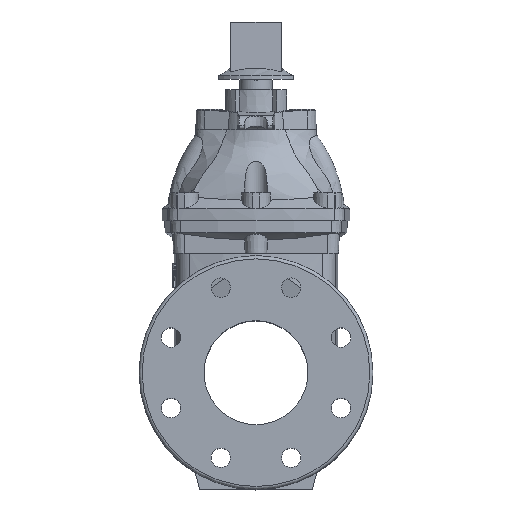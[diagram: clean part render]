
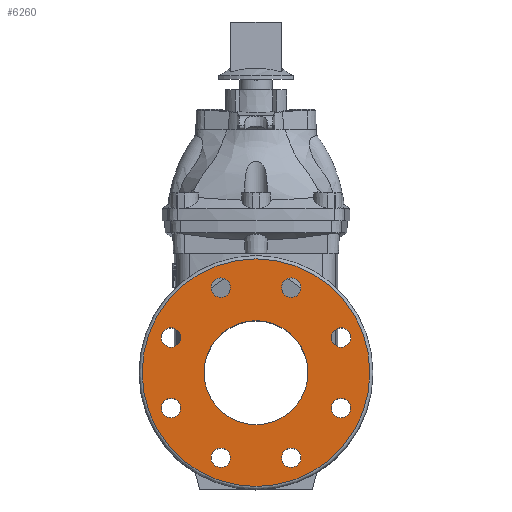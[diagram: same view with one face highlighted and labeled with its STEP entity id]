
A CAD part, top view. The second image highlights one B-rep face of the part: STEP entity #6260.
In plain terms, the highlighted planar face has unit normal (0, 0, 1).
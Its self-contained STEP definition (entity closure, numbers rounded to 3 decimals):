
#360 = FACE_BOUND ( 'NONE', #3146, .T. ) ;
#361 = FACE_BOUND ( 'NONE', #3161, .T. ) ;
#362 = FACE_BOUND ( 'NONE', #3223, .T. ) ;
#363 = FACE_BOUND ( 'NONE', #3120, .T. ) ;
#364 = FACE_BOUND ( 'NONE', #3052, .T. ) ;
#365 = FACE_BOUND ( 'NONE', #3105, .T. ) ;
#366 = FACE_BOUND ( 'NONE', #3028, .T. ) ;
#367 = FACE_BOUND ( 'NONE', #3095, .T. ) ;
#368 = FACE_OUTER_BOUND ( 'NONE', #2987, .T. ) ;
#369 = FACE_BOUND ( 'NONE', #3074, .T. ) ;
#646 = VERTEX_POINT ( 'NONE', #1512 ) ;
#648 = VERTEX_POINT ( 'NONE', #1514 ) ;
#650 = VERTEX_POINT ( 'NONE', #1516 ) ;
#652 = VERTEX_POINT ( 'NONE', #1518 ) ;
#655 = VERTEX_POINT ( 'NONE', #1521 ) ;
#658 = VERTEX_POINT ( 'NONE', #1524 ) ;
#664 = VERTEX_POINT ( 'NONE', #1530 ) ;
#669 = VERTEX_POINT ( 'NONE', #1535 ) ;
#670 = VERTEX_POINT ( 'NONE', #1536 ) ;
#671 = VERTEX_POINT ( 'NONE', #1537 ) ;
#1512 = CARTESIAN_POINT ( 'NONE',  ( 92.649, 34.442, 114.5 ) ) ;
#1514 = CARTESIAN_POINT ( 'NONE',  ( -24.942, -83.149, 114.5 ) ) ;
#1516 = CARTESIAN_POINT ( 'NONE',  ( 92.649, -34.442, 114.5 ) ) ;
#1518 = CARTESIAN_POINT ( 'NONE',  ( 43.942, 83.149, 114.5 ) ) ;
#1521 = CARTESIAN_POINT ( 'NONE',  ( -24.942, 83.149, 114.5 ) ) ;
#1524 = CARTESIAN_POINT ( 'NONE',  ( 43.942, -83.149, 114.5 ) ) ;
#1530 = CARTESIAN_POINT ( 'NONE',  ( 111.3, 0., 114.5 ) ) ;
#1535 = CARTESIAN_POINT ( 'NONE',  ( 50.8, 0., 114.5 ) ) ;
#1536 = CARTESIAN_POINT ( 'NONE',  ( -73.649, 34.442, 114.5 ) ) ;
#1537 = CARTESIAN_POINT ( 'NONE',  ( -73.649, -34.442, 114.5 ) ) ;
#2491 = CIRCLE ( 'NONE', #4446, 9.5 ) ;
#2494 = CIRCLE ( 'NONE', #4448, 9.5 ) ;
#2497 = CIRCLE ( 'NONE', #4451, 9.5 ) ;
#2499 = CIRCLE ( 'NONE', #4453, 9.5 ) ;
#2504 = CIRCLE ( 'NONE', #4456, 9.5 ) ;
#2513 = CIRCLE ( 'NONE', #4461, 9.5 ) ;
#2521 = CIRCLE ( 'NONE', #4467, 111.3 ) ;
#2529 = CIRCLE ( 'NONE', #4473, 50.8 ) ;
#2530 = CIRCLE ( 'NONE', #4474, 9.5 ) ;
#2531 = CIRCLE ( 'NONE', #4475, 9.5 ) ;
#2944 = ORIENTED_EDGE ( 'NONE', *, *, #6032, .T. ) ;
#2950 = ORIENTED_EDGE ( 'NONE', *, *, #6025, .F. ) ;
#2951 = ORIENTED_EDGE ( 'NONE', *, *, #6040, .F. ) ;
#2970 = ORIENTED_EDGE ( 'NONE', *, *, #6014, .F. ) ;
#2987 = EDGE_LOOP ( 'NONE', ( #2944 ) ) ;
#2999 = ORIENTED_EDGE ( 'NONE', *, *, #6018, .F. ) ;
#3028 = EDGE_LOOP ( 'NONE', ( #2970 ) ) ;
#3033 = ORIENTED_EDGE ( 'NONE', *, *, #6039, .F. ) ;
#3052 = EDGE_LOOP ( 'NONE', ( #3179 ) ) ;
#3074 = EDGE_LOOP ( 'NONE', ( #3033 ) ) ;
#3095 = EDGE_LOOP ( 'NONE', ( #2999 ) ) ;
#3105 = EDGE_LOOP ( 'NONE', ( #3311 ) ) ;
#3120 = EDGE_LOOP ( 'NONE', ( #2950 ) ) ;
#3146 = EDGE_LOOP ( 'NONE', ( #2951 ) ) ;
#3161 = EDGE_LOOP ( 'NONE', ( #3292 ) ) ;
#3179 = ORIENTED_EDGE ( 'NONE', *, *, #6041, .F. ) ;
#3223 = EDGE_LOOP ( 'NONE', ( #3267 ) ) ;
#3267 = ORIENTED_EDGE ( 'NONE', *, *, #6012, .F. ) ;
#3292 = ORIENTED_EDGE ( 'NONE', *, *, #6009, .F. ) ;
#3311 = ORIENTED_EDGE ( 'NONE', *, *, #6006, .F. ) ;
#4446 = AXIS2_PLACEMENT_3D ( 'NONE', #14339, #14340, #14341 ) ;
#4448 = AXIS2_PLACEMENT_3D ( 'NONE', #14348, #14349, #14350 ) ;
#4451 = AXIS2_PLACEMENT_3D ( 'NONE', #14358, #14359, #14360 ) ;
#4453 = AXIS2_PLACEMENT_3D ( 'NONE', #14364, #14365, #14366 ) ;
#4456 = AXIS2_PLACEMENT_3D ( 'NONE', #14375, #14376, #14377 ) ;
#4461 = AXIS2_PLACEMENT_3D ( 'NONE', #14394, #14395, #14396 ) ;
#4467 = AXIS2_PLACEMENT_3D ( 'NONE', #14414, #14415, #14416 ) ;
#4473 = AXIS2_PLACEMENT_3D ( 'NONE', #14433, #14434, #14435 ) ;
#4474 = AXIS2_PLACEMENT_3D ( 'NONE', #14436, #14437, #14438 ) ;
#4475 = AXIS2_PLACEMENT_3D ( 'NONE', #14439, #14440, #14441 ) ;
#4555 = AXIS2_PLACEMENT_3D ( 'NONE', #15449, #15448, #15454 ) ;
#6006 = EDGE_CURVE ( 'NONE', #646, #646, #2491, .T. ) ;
#6009 = EDGE_CURVE ( 'NONE', #648, #648, #2494, .T. ) ;
#6012 = EDGE_CURVE ( 'NONE', #650, #650, #2497, .T. ) ;
#6014 = EDGE_CURVE ( 'NONE', #652, #652, #2499, .T. ) ;
#6018 = EDGE_CURVE ( 'NONE', #655, #655, #2504, .T. ) ;
#6025 = EDGE_CURVE ( 'NONE', #658, #658, #2513, .T. ) ;
#6032 = EDGE_CURVE ( 'NONE', #664, #664, #2521, .T. ) ;
#6039 = EDGE_CURVE ( 'NONE', #669, #669, #2529, .T. ) ;
#6040 = EDGE_CURVE ( 'NONE', #670, #670, #2530, .T. ) ;
#6041 = EDGE_CURVE ( 'NONE', #671, #671, #2531, .T. ) ;
#6260 = ADVANCED_FACE ( 'NONE', ( #360, #364, #361, #363, #362, #365, #366, #367, #368, #369 ), #15451, .T. ) ;
#14339 = CARTESIAN_POINT ( 'NONE',  ( 83.149, 34.442, 114.5 ) ) ;
#14340 = DIRECTION ( 'NONE',  ( 0., 0., 1. ) ) ;
#14341 = DIRECTION ( 'NONE',  ( 1., 0., 0. ) ) ;
#14348 = CARTESIAN_POINT ( 'NONE',  ( -34.442, -83.149, 114.5 ) ) ;
#14349 = DIRECTION ( 'NONE',  ( 0., 0., 1. ) ) ;
#14350 = DIRECTION ( 'NONE',  ( 1., 0., 0. ) ) ;
#14358 = CARTESIAN_POINT ( 'NONE',  ( 83.149, -34.442, 114.5 ) ) ;
#14359 = DIRECTION ( 'NONE',  ( 0., 0., 1. ) ) ;
#14360 = DIRECTION ( 'NONE',  ( 1., 0., 0. ) ) ;
#14364 = CARTESIAN_POINT ( 'NONE',  ( 34.442, 83.149, 114.5 ) ) ;
#14365 = DIRECTION ( 'NONE',  ( 0., 0., 1. ) ) ;
#14366 = DIRECTION ( 'NONE',  ( 1., 0., 0. ) ) ;
#14375 = CARTESIAN_POINT ( 'NONE',  ( -34.442, 83.149, 114.5 ) ) ;
#14376 = DIRECTION ( 'NONE',  ( 0., 0., 1. ) ) ;
#14377 = DIRECTION ( 'NONE',  ( 1., 0., 0. ) ) ;
#14394 = CARTESIAN_POINT ( 'NONE',  ( 34.442, -83.149, 114.5 ) ) ;
#14395 = DIRECTION ( 'NONE',  ( 0., 0., 1. ) ) ;
#14396 = DIRECTION ( 'NONE',  ( 1., 0., 0. ) ) ;
#14414 = CARTESIAN_POINT ( 'NONE',  ( 0., 0., 114.5 ) ) ;
#14415 = DIRECTION ( 'NONE',  ( 0., 0., 1. ) ) ;
#14416 = DIRECTION ( 'NONE',  ( 1., 0., 0. ) ) ;
#14433 = CARTESIAN_POINT ( 'NONE',  ( 0., 0., 114.5 ) ) ;
#14434 = DIRECTION ( 'NONE',  ( 0., 0., 1. ) ) ;
#14435 = DIRECTION ( 'NONE',  ( 1., 0., 0. ) ) ;
#14436 = CARTESIAN_POINT ( 'NONE',  ( -83.149, 34.442, 114.5 ) ) ;
#14437 = DIRECTION ( 'NONE',  ( 0., 0., 1. ) ) ;
#14438 = DIRECTION ( 'NONE',  ( 1., 0., 0. ) ) ;
#14439 = CARTESIAN_POINT ( 'NONE',  ( -83.149, -34.442, 114.5 ) ) ;
#14440 = DIRECTION ( 'NONE',  ( 0., 0., 1. ) ) ;
#14441 = DIRECTION ( 'NONE',  ( 1., 0., 0. ) ) ;
#15448 = DIRECTION ( 'NONE',  ( 0., 0., 1. ) ) ;
#15449 = CARTESIAN_POINT ( 'NONE',  ( 0., 0., 114.5 ) ) ;
#15451 = PLANE ( 'NONE',  #4555 ) ;
#15454 = DIRECTION ( 'NONE',  ( 1., 0., 0. ) ) ;
